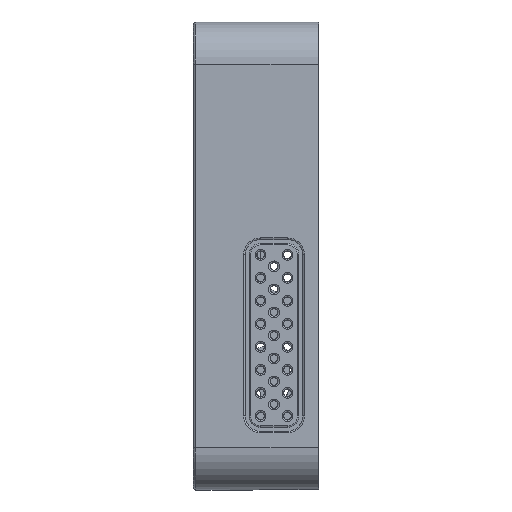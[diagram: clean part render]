
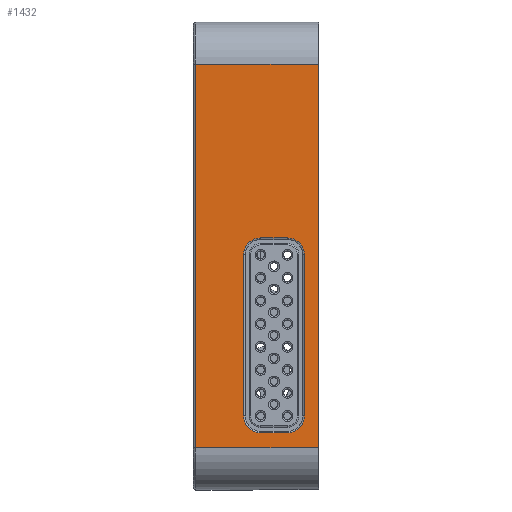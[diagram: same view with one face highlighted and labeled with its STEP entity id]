
A CAD part, left-side view. The second image highlights one B-rep face of the part: STEP entity #1432.
In plain terms, the highlighted planar face has unit normal (-1, 0, 0).
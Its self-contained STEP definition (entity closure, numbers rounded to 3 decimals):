
#139 = LINE ( 'NONE', #17120, #31903 ) ;
#531 = FACE_OUTER_BOUND ( 'NONE', #27458, .T. ) ;
#672 = PLANE ( 'NONE',  #8125 ) ;
#736 = EDGE_CURVE ( 'NONE', #5734, #11766, #30573, .T. ) ;
#861 = ORIENTED_EDGE ( 'NONE', *, *, #19011, .T. ) ;
#1340 = CARTESIAN_POINT ( 'NONE',  ( 0., 1.25, -5.5 ) ) ;
#1432 = ADVANCED_FACE ( 'NONE', ( #12723, #531 ), #672, .F. ) ;
#1707 = VERTEX_POINT ( 'NONE', #29820 ) ;
#2003 = ORIENTED_EDGE ( 'NONE', *, *, #3486, .T. ) ;
#3305 = DIRECTION ( 'NONE',  ( 0., 0., -1. ) ) ;
#3486 = EDGE_CURVE ( 'NONE', #10355, #20945, #8789, .T. ) ;
#3723 = DIRECTION ( 'NONE',  ( 0., -1., 0. ) ) ;
#4888 = CARTESIAN_POINT ( 'NONE',  ( 0., 8.75, -51.35 ) ) ;
#5106 = CIRCLE ( 'NONE', #27754, 2.2 ) ;
#5435 = CARTESIAN_POINT ( 'NONE',  ( 0., 16.5, 0. ) ) ;
#5547 = CARTESIAN_POINT ( 'NONE',  ( 0., 3.05, -51.35 ) ) ;
#5734 = VERTEX_POINT ( 'NONE', #15244 ) ;
#6117 = VERTEX_POINT ( 'NONE', #10239 ) ;
#6331 = CARTESIAN_POINT ( 'NONE',  ( 0., 16.5, -5.5 ) ) ;
#6941 = CARTESIAN_POINT ( 'NONE',  ( 0., 8.75, -53.55 ) ) ;
#7377 = DIRECTION ( 'NONE',  ( 1., 0., 0. ) ) ;
#7655 = VERTEX_POINT ( 'NONE', #10499 ) ;
#8125 = AXIS2_PLACEMENT_3D ( 'NONE', #5435, #25890, #3305 ) ;
#8140 = CARTESIAN_POINT ( 'NONE',  ( 0., 3.05, -30.35 ) ) ;
#8789 = LINE ( 'NONE', #26270, #27504 ) ;
#8932 = EDGE_LOOP ( 'NONE', ( #22484, #11101, #11112, #2003, #22103, #18348, #31207, #10508 ) ) ;
#8961 = LINE ( 'NONE', #6331, #19607 ) ;
#9234 = DIRECTION ( 'NONE',  ( 0., 0., 1. ) ) ;
#10127 = DIRECTION ( 'NONE',  ( 0., 0., -1. ) ) ;
#10239 = CARTESIAN_POINT ( 'NONE',  ( 0., 8.75, -28.15 ) ) ;
#10355 = VERTEX_POINT ( 'NONE', #8140 ) ;
#10499 = CARTESIAN_POINT ( 'NONE',  ( 0., 1.25, -5.5 ) ) ;
#10508 = ORIENTED_EDGE ( 'NONE', *, *, #28401, .T. ) ;
#11034 = CARTESIAN_POINT ( 'NONE',  ( 0., 5.25, -51.35 ) ) ;
#11101 = ORIENTED_EDGE ( 'NONE', *, *, #22136, .T. ) ;
#11112 = ORIENTED_EDGE ( 'NONE', *, *, #11645, .T. ) ;
#11312 = AXIS2_PLACEMENT_3D ( 'NONE', #4888, #12340, #25200 ) ;
#11443 = CARTESIAN_POINT ( 'NONE',  ( 0., 16.5, -53.55 ) ) ;
#11645 = EDGE_CURVE ( 'NONE', #28066, #10355, #5106, .T. ) ;
#11714 = LINE ( 'NONE', #1340, #16017 ) ;
#11766 = VERTEX_POINT ( 'NONE', #30711 ) ;
#11877 = CARTESIAN_POINT ( 'NONE',  ( 0., 10.95, 0. ) ) ;
#12340 = DIRECTION ( 'NONE',  ( 1., 0., 0. ) ) ;
#12388 = CIRCLE ( 'NONE', #22899, 2.2 ) ;
#12723 = FACE_BOUND ( 'NONE', #8932, .T. ) ;
#15214 = CARTESIAN_POINT ( 'NONE',  ( 0., 5.25, -28.15 ) ) ;
#15244 = CARTESIAN_POINT ( 'NONE',  ( 0., 17.2, -5.5 ) ) ;
#15798 = EDGE_CURVE ( 'NONE', #20945, #29522, #12388, .T. ) ;
#16014 = EDGE_CURVE ( 'NONE', #27802, #6117, #25474, .T. ) ;
#16017 = VECTOR ( 'NONE', #19309, 1000. ) ;
#16447 = DIRECTION ( 'NONE',  ( 1., 0., 0. ) ) ;
#16678 = CARTESIAN_POINT ( 'NONE',  ( 0., 5.25, -53.55 ) ) ;
#16840 = LINE ( 'NONE', #11877, #25536 ) ;
#17024 = LINE ( 'NONE', #11443, #21185 ) ;
#17120 = CARTESIAN_POINT ( 'NONE',  ( 0., 16.5, -28.15 ) ) ;
#17178 = EDGE_CURVE ( 'NONE', #21479, #1707, #25525, .T. ) ;
#17545 = CARTESIAN_POINT ( 'NONE',  ( 0., 10.95, -30.35 ) ) ;
#18348 = ORIENTED_EDGE ( 'NONE', *, *, #24414, .T. ) ;
#18513 = VECTOR ( 'NONE', #23334, 1000. ) ;
#18548 = CARTESIAN_POINT ( 'NONE',  ( 0., 17.2, 0. ) ) ;
#18949 = DIRECTION ( 'NONE',  ( 0., 0., -1. ) ) ;
#19011 = EDGE_CURVE ( 'NONE', #19931, #7655, #11714, .T. ) ;
#19309 = DIRECTION ( 'NONE',  ( 0., 0., 1. ) ) ;
#19607 = VECTOR ( 'NONE', #26770, 1000. ) ;
#19881 = VECTOR ( 'NONE', #3723, 1000. ) ;
#19922 = CARTESIAN_POINT ( 'NONE',  ( 0., 8.75, -30.35 ) ) ;
#19931 = VERTEX_POINT ( 'NONE', #20329 ) ;
#20329 = CARTESIAN_POINT ( 'NONE',  ( 0., 1.25, -55.5 ) ) ;
#20945 = VERTEX_POINT ( 'NONE', #5547 ) ;
#21044 = CARTESIAN_POINT ( 'NONE',  ( 0., 16.5, -55.5 ) ) ;
#21185 = VECTOR ( 'NONE', #23964, 1000. ) ;
#21308 = DIRECTION ( 'NONE',  ( 0., 0., -1. ) ) ;
#21479 = VERTEX_POINT ( 'NONE', #6941 ) ;
#22103 = ORIENTED_EDGE ( 'NONE', *, *, #15798, .T. ) ;
#22136 = EDGE_CURVE ( 'NONE', #6117, #28066, #139, .T. ) ;
#22484 = ORIENTED_EDGE ( 'NONE', *, *, #16014, .T. ) ;
#22845 = AXIS2_PLACEMENT_3D ( 'NONE', #19922, #7377, #23056 ) ;
#22886 = DIRECTION ( 'NONE',  ( 0., -1., 0. ) ) ;
#22899 = AXIS2_PLACEMENT_3D ( 'NONE', #11034, #16447, #18949 ) ;
#23056 = DIRECTION ( 'NONE',  ( 0., 0., -1. ) ) ;
#23334 = DIRECTION ( 'NONE',  ( 0., 0., -1. ) ) ;
#23830 = LINE ( 'NONE', #21044, #19881 ) ;
#23964 = DIRECTION ( 'NONE',  ( 0., 1., 0. ) ) ;
#24376 = EDGE_CURVE ( 'NONE', #7655, #5734, #8961, .T. ) ;
#24414 = EDGE_CURVE ( 'NONE', #29522, #21479, #17024, .T. ) ;
#24693 = ORIENTED_EDGE ( 'NONE', *, *, #30041, .T. ) ;
#24925 = ORIENTED_EDGE ( 'NONE', *, *, #24376, .T. ) ;
#25200 = DIRECTION ( 'NONE',  ( 0., 0., -1. ) ) ;
#25474 = CIRCLE ( 'NONE', #22845, 2.2 ) ;
#25525 = CIRCLE ( 'NONE', #11312, 2.2 ) ;
#25536 = VECTOR ( 'NONE', #9234, 1000. ) ;
#25890 = DIRECTION ( 'NONE',  ( 1., 0., 0. ) ) ;
#26270 = CARTESIAN_POINT ( 'NONE',  ( 0., 3.05, 0. ) ) ;
#26770 = DIRECTION ( 'NONE',  ( 0., 1., 0. ) ) ;
#27458 = EDGE_LOOP ( 'NONE', ( #24693, #861, #24925, #32148 ) ) ;
#27504 = VECTOR ( 'NONE', #21308, 1000. ) ;
#27754 = AXIS2_PLACEMENT_3D ( 'NONE', #32561, #30077, #10127 ) ;
#27802 = VERTEX_POINT ( 'NONE', #17545 ) ;
#28066 = VERTEX_POINT ( 'NONE', #15214 ) ;
#28401 = EDGE_CURVE ( 'NONE', #1707, #27802, #16840, .T. ) ;
#29522 = VERTEX_POINT ( 'NONE', #16678 ) ;
#29820 = CARTESIAN_POINT ( 'NONE',  ( 0., 10.95, -51.35 ) ) ;
#30041 = EDGE_CURVE ( 'NONE', #11766, #19931, #23830, .T. ) ;
#30077 = DIRECTION ( 'NONE',  ( 1., 0., 0. ) ) ;
#30573 = LINE ( 'NONE', #18548, #18513 ) ;
#30711 = CARTESIAN_POINT ( 'NONE',  ( 0., 17.2, -55.5 ) ) ;
#31207 = ORIENTED_EDGE ( 'NONE', *, *, #17178, .T. ) ;
#31903 = VECTOR ( 'NONE', #22886, 1000. ) ;
#32148 = ORIENTED_EDGE ( 'NONE', *, *, #736, .T. ) ;
#32561 = CARTESIAN_POINT ( 'NONE',  ( 0., 5.25, -30.35 ) ) ;
